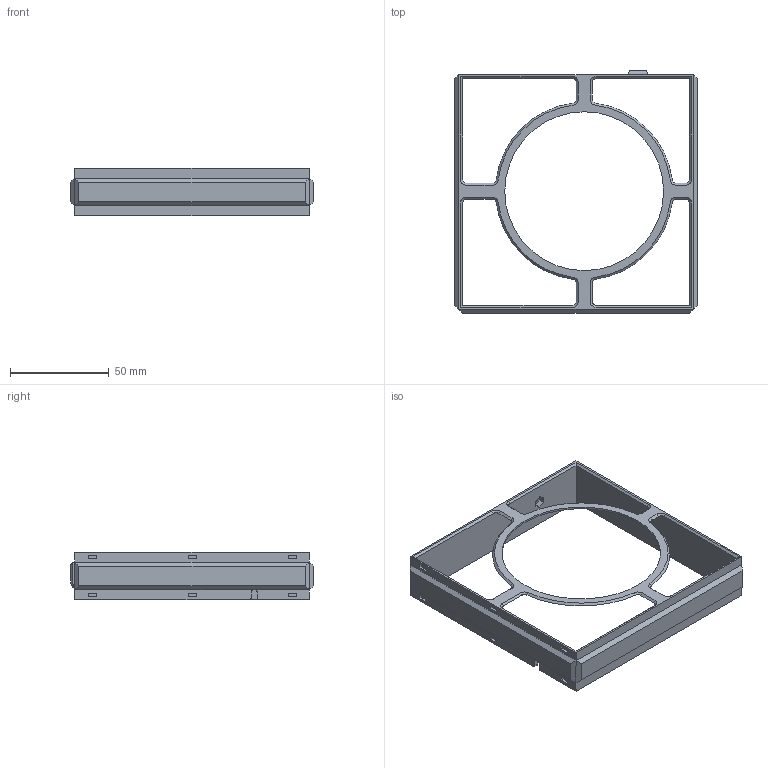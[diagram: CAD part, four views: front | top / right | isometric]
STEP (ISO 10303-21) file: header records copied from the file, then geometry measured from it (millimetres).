
FILE_DESCRIPTION (( 'STEP AP203' ), '1' );
FILE_NAME ('HEPA-Bracket.STEP', '2021-07-02T12:09:56', ( '' ), ( '' ), 'SwSTEP 2.0', 'SolidWorks 2019', '' );
FILE_SCHEMA (( 'CONFIG_CONTROL_DESIGN' ));
Length unit declared in the file: millimetre
Products named in the file (1): HEPA-Bracket
Bounding box: 123 x 123 x 24 mm (x, y, z)
Volume: 32195.7 mm3; surface area: 28730.7 mm2
Topology: 1 solids, 1 shells, 171 faces, 440 edges, 282 vertices
Faces by surface type: plane 132, cone 22, cylinder 17
Entity records: 5219 total; most frequent: CARTESIAN_POINT 900, ORIENTED_EDGE 880, DIRECTION 858, EDGE_CURVE 440, LINE 362, VECTOR 362, VERTEX_POINT 282, AXIS2_PLACEMENT_3D 248
